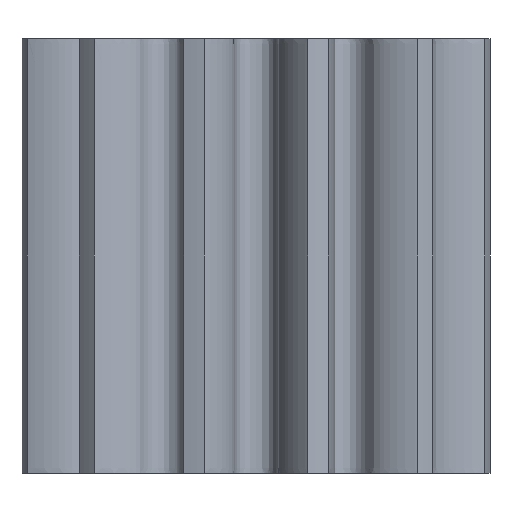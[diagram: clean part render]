
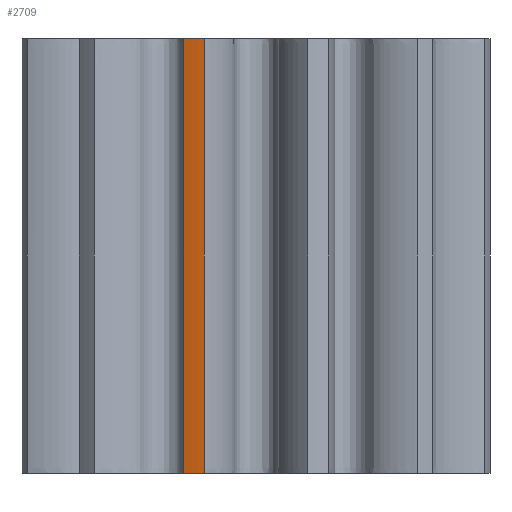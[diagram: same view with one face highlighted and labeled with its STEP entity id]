
A CAD part, left-side view. The second image highlights one B-rep face of the part: STEP entity #2709.
In plain terms, the highlighted cylindrical face has radius 7 mm (diameter 14 mm), a partial arc.
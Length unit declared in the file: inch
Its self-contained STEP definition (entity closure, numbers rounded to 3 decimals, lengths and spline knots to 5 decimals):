
#518=CARTESIAN_POINT('',(-0.26278,0.08305,0.25));
#519=VERTEX_POINT('',#518);
#610=CARTESIAN_POINT('',(-0.2691,0.05947,0.25));
#611=VERTEX_POINT('',#610);
#612=CARTESIAN_POINT('',(0.,0.,0.25));
#613=DIRECTION('',(0.,0.,1.));
#614=DIRECTION('',(1.,0.,-0.));
#615=AXIS2_PLACEMENT_3D('',#612,#613,#614);
#616=CIRCLE('',#615,0.27559);
#617=EDGE_CURVE('',#519,#611,#616,.T.);
#2061=CARTESIAN_POINT('',(-0.2691,0.05947,-0.25));
#2062=VERTEX_POINT('',#2061);
#2153=CARTESIAN_POINT('',(-0.26278,0.08305,-0.25));
#2154=VERTEX_POINT('',#2153);
#2155=CARTESIAN_POINT('',(0.,0.,-0.25));
#2156=DIRECTION('',(0.,0.,1.));
#2157=DIRECTION('',(1.,0.,-0.));
#2158=AXIS2_PLACEMENT_3D('',#2155,#2156,#2157);
#2159=CIRCLE('',#2158,0.27559);
#2160=EDGE_CURVE('',#2154,#2062,#2159,.T.);
#2688=CARTESIAN_POINT('',(0.,0.,0.));
#2689=DIRECTION('',(0.,0.,1.));
#2690=DIRECTION('',(1.,0.,0.));
#2691=AXIS2_PLACEMENT_3D('',#2688,#2689,#2690);
#2692=CYLINDRICAL_SURFACE('',#2691,0.27559);
#2693=CARTESIAN_POINT('',(-0.26278,0.08305,-0.25));
#2694=DIRECTION('',(-0.,-0.,1.));
#2695=VECTOR('',#2694,0.5);
#2696=LINE('',#2693,#2695);
#2697=EDGE_CURVE('',#2154,#519,#2696,.T.);
#2698=ORIENTED_EDGE('',*,*,#2697,.F.);
#2699=ORIENTED_EDGE('',*,*,#2160,.T.);
#2700=CARTESIAN_POINT('',(-0.2691,0.05947,0.25));
#2701=DIRECTION('',(0.,0.,-1.));
#2702=VECTOR('',#2701,0.5);
#2703=LINE('',#2700,#2702);
#2704=EDGE_CURVE('',#611,#2062,#2703,.T.);
#2705=ORIENTED_EDGE('',*,*,#2704,.F.);
#2706=ORIENTED_EDGE('',*,*,#617,.F.);
#2707=EDGE_LOOP('',(#2698,#2699,#2705,#2706));
#2708=FACE_BOUND('',#2707,.T.);
#2709=ADVANCED_FACE('',(#2708),#2692,.T.);
